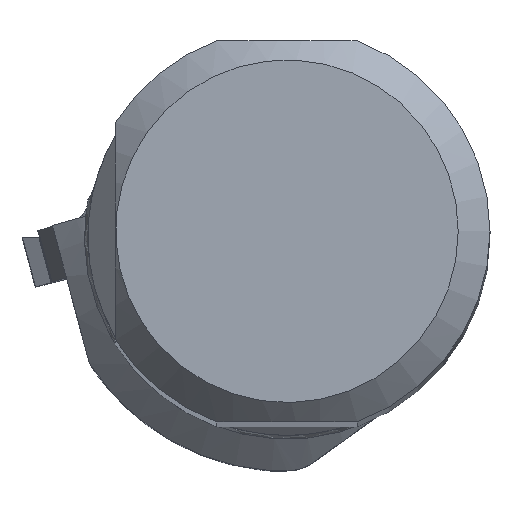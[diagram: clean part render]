
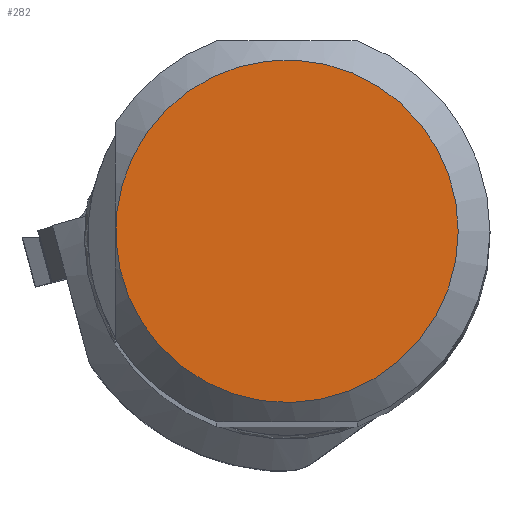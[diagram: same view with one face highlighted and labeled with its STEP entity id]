
A CAD part, top view. The second image highlights one B-rep face of the part: STEP entity #282.
In plain terms, the highlighted planar face has unit normal (0, 0, 1).
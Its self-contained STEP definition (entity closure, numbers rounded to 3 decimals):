
#175=PLANE('',#1860);
#282=ADVANCED_FACE('CU_SU_BP3',(#387),#175,.T.);
#387=FACE_OUTER_BOUND('',#475,.T.);
#475=EDGE_LOOP('',(#874));
#530=CIRCLE('',#1859,13.489);
#874=ORIENTED_EDGE('',*,*,#1350,.T.);
#1140=VERTEX_POINT('',#3012);
#1350=EDGE_CURVE('',#1140,#1140,#530,.T.);
#1859=AXIS2_PLACEMENT_3D('',#3011,#2266,#2267);
#1860=AXIS2_PLACEMENT_3D('',#3013,#2268,#2269);
#2266=DIRECTION('',(0.,0.,1.));
#2267=DIRECTION('',(1.,0.,0.));
#2268=DIRECTION('',(0.,0.,1.));
#2269=DIRECTION('',(1.,0.,0.));
#3011=CARTESIAN_POINT('',(0.,0.,0.));
#3012=CARTESIAN_POINT('',(13.489,0.,0.));
#3013=CARTESIAN_POINT('',(0.,0.,
0.));
